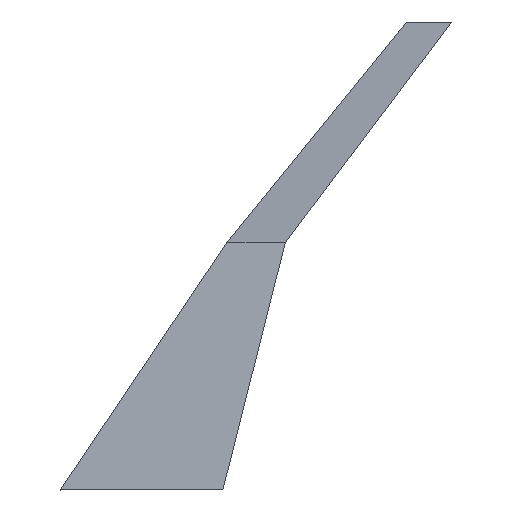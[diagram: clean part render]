
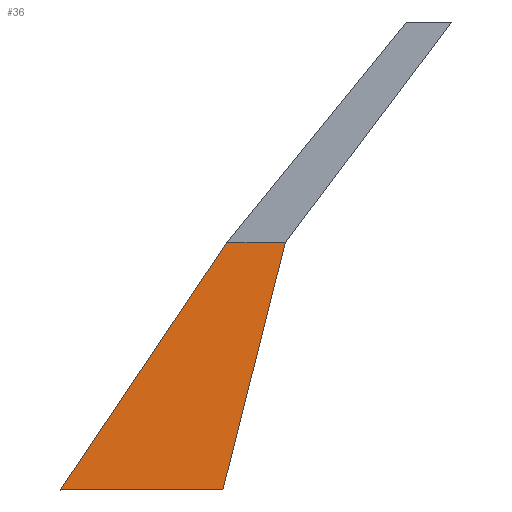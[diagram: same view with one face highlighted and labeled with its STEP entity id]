
A CAD part, top view. The second image highlights one B-rep face of the part: STEP entity #36.
In plain terms, the highlighted free-form (B-spline) face has degree [1, 1] with [2, 2] control points.
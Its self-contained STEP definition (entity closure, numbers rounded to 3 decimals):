
#36 = ADVANCED_FACE('',(#37),#50,.T.);
#37 = FACE_BOUND('',#38,.T.);
#38 = EDGE_LOOP('',(#39,#61,#76,#91));
#39 = ORIENTED_EDGE('',*,*,#40,.F.);
#40 = EDGE_CURVE('',#41,#43,#45,.T.);
#41 = VERTEX_POINT('',#42);
#42 = CARTESIAN_POINT('',(-4.72,0.,0.428));
#43 = VERTEX_POINT('',#44);
#44 = CARTESIAN_POINT('',(-1.699,4.5,0.154));
#45 = SURFACE_CURVE('',#46,(#49),.PCURVE_S1.);
#46 = B_SPLINE_CURVE_WITH_KNOTS('',1,(#47,#48),.UNSPECIFIED.,.F.,.F.,(2,
    2),(0.,1.),.PIECEWISE_BEZIER_KNOTS.);
#47 = CARTESIAN_POINT('',(-4.72,0.,0.428));
#48 = CARTESIAN_POINT('',(-1.699,4.5,0.154));
#49 = PCURVE('',#50,#55);
#50 = B_SPLINE_SURFACE_WITH_KNOTS('',1,1,(
    (#51,#52)
    ,(#53,#54
    )),.UNSPECIFIED.,.F.,.F.,.F.,(2,2),(2,2),(0.,2.953),(0.,1.)
  ,.PIECEWISE_BEZIER_KNOTS.);
#51 = CARTESIAN_POINT('',(-4.72,0.,0.428));
#52 = CARTESIAN_POINT('',(-1.699,4.5,0.154));
#53 = CARTESIAN_POINT('',(-1.77,0.,0.306));
#54 = CARTESIAN_POINT('',(-0.637,4.5,0.11));
#55 = DEFINITIONAL_REPRESENTATION('',(#56),#60);
#56 = LINE('',#57,#58);
#57 = CARTESIAN_POINT('',(0.,0.));
#58 = VECTOR('',#59,1.);
#59 = DIRECTION('',(0.,1.));
#60 = ( GEOMETRIC_REPRESENTATION_CONTEXT(2) 
PARAMETRIC_REPRESENTATION_CONTEXT() REPRESENTATION_CONTEXT('2D SPACE',''
  ) );
#61 = ORIENTED_EDGE('',*,*,#62,.T.);
#62 = EDGE_CURVE('',#41,#63,#65,.T.);
#63 = VERTEX_POINT('',#64);
#64 = CARTESIAN_POINT('',(-1.77,0.,0.306));
#65 = SURFACE_CURVE('',#66,(#69),.PCURVE_S1.);
#66 = B_SPLINE_CURVE_WITH_KNOTS('',1,(#67,#68),.UNSPECIFIED.,.F.,.F.,(2,
    2),(0.,2.953),.PIECEWISE_BEZIER_KNOTS.);
#67 = CARTESIAN_POINT('',(-4.72,0.,0.428));
#68 = CARTESIAN_POINT('',(-1.77,0.,0.306));
#69 = PCURVE('',#50,#70);
#70 = DEFINITIONAL_REPRESENTATION('',(#71),#75);
#71 = LINE('',#72,#73);
#72 = CARTESIAN_POINT('',(0.,0.));
#73 = VECTOR('',#74,1.);
#74 = DIRECTION('',(1.,0.));
#75 = ( GEOMETRIC_REPRESENTATION_CONTEXT(2) 
PARAMETRIC_REPRESENTATION_CONTEXT() REPRESENTATION_CONTEXT('2D SPACE',''
  ) );
#76 = ORIENTED_EDGE('',*,*,#77,.T.);
#77 = EDGE_CURVE('',#63,#78,#80,.T.);
#78 = VERTEX_POINT('',#79);
#79 = CARTESIAN_POINT('',(-0.637,4.5,0.11));
#80 = SURFACE_CURVE('',#81,(#84),.PCURVE_S1.);
#81 = B_SPLINE_CURVE_WITH_KNOTS('',1,(#82,#83),.UNSPECIFIED.,.F.,.F.,(2,
    2),(0.,1.),.PIECEWISE_BEZIER_KNOTS.);
#82 = CARTESIAN_POINT('',(-1.77,0.,0.306));
#83 = CARTESIAN_POINT('',(-0.637,4.5,0.11));
#84 = PCURVE('',#50,#85);
#85 = DEFINITIONAL_REPRESENTATION('',(#86),#90);
#86 = LINE('',#87,#88);
#87 = CARTESIAN_POINT('',(2.953,0.));
#88 = VECTOR('',#89,1.);
#89 = DIRECTION('',(0.,1.));
#90 = ( GEOMETRIC_REPRESENTATION_CONTEXT(2) 
PARAMETRIC_REPRESENTATION_CONTEXT() REPRESENTATION_CONTEXT('2D SPACE',''
  ) );
#91 = ORIENTED_EDGE('',*,*,#92,.F.);
#92 = EDGE_CURVE('',#43,#78,#93,.T.);
#93 = SURFACE_CURVE('',#94,(#97),.PCURVE_S1.);
#94 = B_SPLINE_CURVE_WITH_KNOTS('',1,(#95,#96),.UNSPECIFIED.,.F.,.F.,(2,
    2),(0.,2.953),.PIECEWISE_BEZIER_KNOTS.);
#95 = CARTESIAN_POINT('',(-1.699,4.5,0.154));
#96 = CARTESIAN_POINT('',(-0.637,4.5,0.11));
#97 = PCURVE('',#50,#98);
#98 = DEFINITIONAL_REPRESENTATION('',(#99),#103);
#99 = LINE('',#100,#101);
#100 = CARTESIAN_POINT('',(0.,1.));
#101 = VECTOR('',#102,1.);
#102 = DIRECTION('',(1.,0.));
#103 = ( GEOMETRIC_REPRESENTATION_CONTEXT(2) 
PARAMETRIC_REPRESENTATION_CONTEXT() REPRESENTATION_CONTEXT('2D SPACE',''
  ) );
